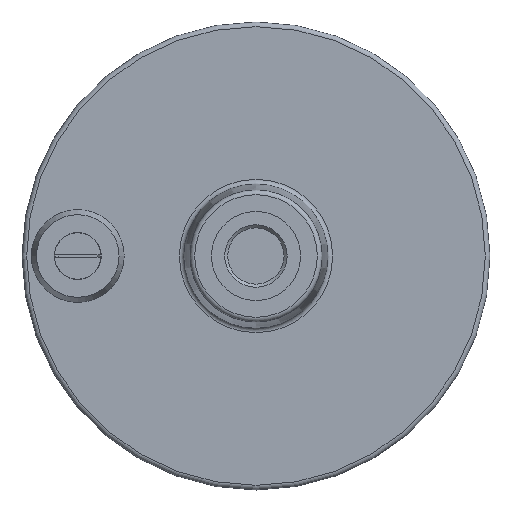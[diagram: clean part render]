
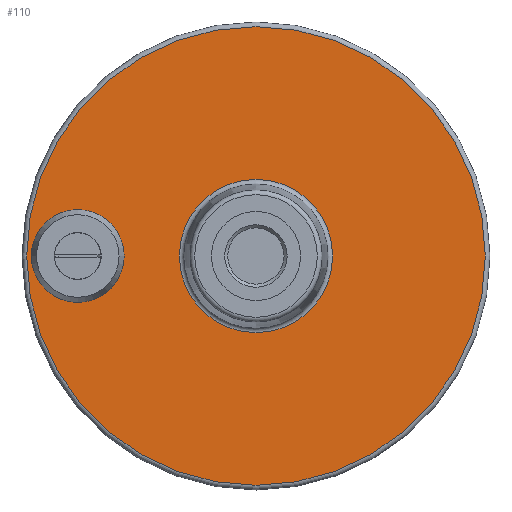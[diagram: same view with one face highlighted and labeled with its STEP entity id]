
A CAD part, front view. The second image highlights one B-rep face of the part: STEP entity #110.
In plain terms, the highlighted planar face has unit normal (0, -1, 0).
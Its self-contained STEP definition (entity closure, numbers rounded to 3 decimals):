
#110 = ADVANCED_FACE( '', ( #279, #280, #281 ), #282, .F. );
#279 = FACE_OUTER_BOUND( '', #535, .T. );
#280 = FACE_BOUND( '', #536, .T. );
#281 = FACE_BOUND( '', #537, .T. );
#282 = PLANE( '', #538 );
#535 = EDGE_LOOP( '', ( #819 ) );
#536 = EDGE_LOOP( '', ( #820 ) );
#537 = EDGE_LOOP( '', ( #821 ) );
#538 = AXIS2_PLACEMENT_3D( '', #822, #823, #824 );
#819 = ORIENTED_EDGE( '', *, *, #1362, .F. );
#820 = ORIENTED_EDGE( '', *, *, #1354, .F. );
#821 = ORIENTED_EDGE( '', *, *, #1363, .T. );
#822 = CARTESIAN_POINT( '', ( 21.669, -3., 0. ) );
#823 = DIRECTION( '', ( 0., 1., 0. ) );
#824 = DIRECTION( '', ( 0., 0., 1. ) );
#1354 = EDGE_CURVE( '', #1593, #1593, #1594, .F. );
#1362 = EDGE_CURVE( '', #1607, #1607, #1608, .T. );
#1363 = EDGE_CURVE( '', #1609, #1609, #1610, .T. );
#1593 = VERTEX_POINT( '', #1970 );
#1594 = CIRCLE( '', #1971, 9.892 );
#1607 = VERTEX_POINT( '', #1988 );
#1608 = CIRCLE( '', #1989, 48.885 );
#1609 = VERTEX_POINT( '', #1990 );
#1610 = CIRCLE( '', #1991, 16.331 );
#1970 = CARTESIAN_POINT( '', ( 0., -3., 9.892 ) );
#1971 = AXIS2_PLACEMENT_3D( '', #2686, #2687, #2688 );
#1988 = CARTESIAN_POINT( '', ( 38., -3., 48.885 ) );
#1989 = AXIS2_PLACEMENT_3D( '', #2696, #2697, #2698 );
#1990 = CARTESIAN_POINT( '', ( 38., -3., 16.331 ) );
#1991 = AXIS2_PLACEMENT_3D( '', #2699, #2700, #2701 );
#2686 = CARTESIAN_POINT( '', ( 0., -3., 0. ) );
#2687 = DIRECTION( '', ( 0., 1., 0. ) );
#2688 = DIRECTION( '', ( 0., 0., 1. ) );
#2696 = CARTESIAN_POINT( '', ( 38., -3., 0. ) );
#2697 = DIRECTION( '', ( 0., 1., 0. ) );
#2698 = DIRECTION( '', ( 0., 0., 1. ) );
#2699 = CARTESIAN_POINT( '', ( 38., -3., 0. ) );
#2700 = DIRECTION( '', ( 0., 1., 0. ) );
#2701 = DIRECTION( '', ( 0., 0., 1. ) );
